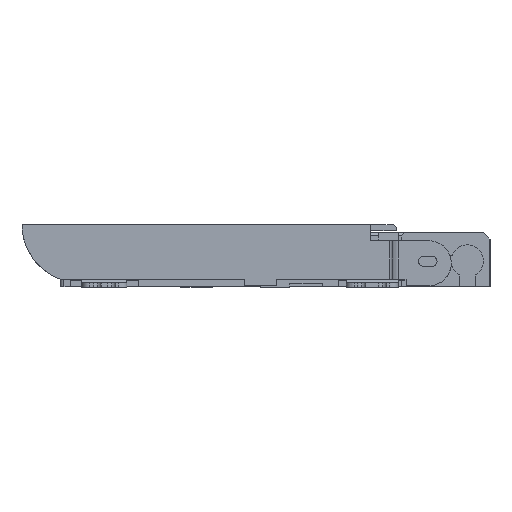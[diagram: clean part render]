
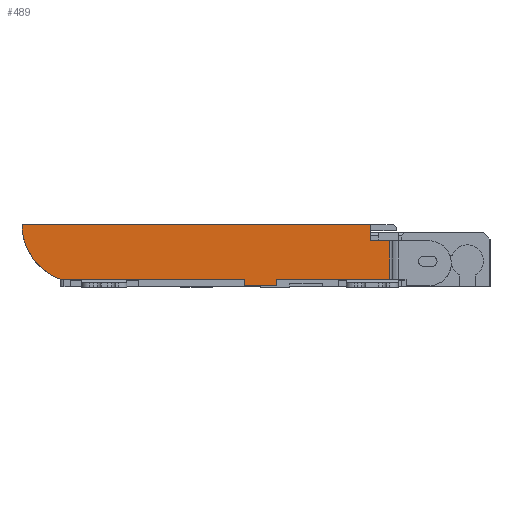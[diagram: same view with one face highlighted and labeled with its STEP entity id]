
A CAD part, left-side view. The second image highlights one B-rep face of the part: STEP entity #489.
In plain terms, the highlighted planar face has unit normal (-1, 0, 0).
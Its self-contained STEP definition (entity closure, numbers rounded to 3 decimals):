
#489=ADVANCED_FACE('',(#1580),#1581,.F.);
#1580=FACE_OUTER_BOUND('',#2927,.T.);
#1581=PLANE('',#2928);
#2927=EDGE_LOOP('',(#7146,#7147,#7148,#7149,#7150,#7151,#7152,#7153,#7154,#7155));
#2928=AXIS2_PLACEMENT_3D('',#7156,#7157,#7158);
#7146=ORIENTED_EDGE('',*,*,#10697,.F.);
#7147=ORIENTED_EDGE('',*,*,#10773,.T.);
#7148=ORIENTED_EDGE('',*,*,#10753,.F.);
#7149=ORIENTED_EDGE('',*,*,#10774,.F.);
#7150=ORIENTED_EDGE('',*,*,#10682,.F.);
#7151=ORIENTED_EDGE('',*,*,#10775,.T.);
#7152=ORIENTED_EDGE('',*,*,#10731,.F.);
#7153=ORIENTED_EDGE('',*,*,#10760,.T.);
#7154=ORIENTED_EDGE('',*,*,#10605,.F.);
#7155=ORIENTED_EDGE('',*,*,#10556,.F.);
#7156=CARTESIAN_POINT('',(-6.8,0.0,0.0));
#7157=DIRECTION('',(1.0,0.0,0.0));
#7158=DIRECTION('',(0.0,1.0,0.0));
#10556=EDGE_CURVE('',#13361,#13363,#13364,.T.);
#10605=EDGE_CURVE('',#13363,#13452,#13453,.T.);
#10682=EDGE_CURVE('',#13579,#13581,#13582,.T.);
#10697=EDGE_CURVE('',#13606,#13361,#13608,.T.);
#10731=EDGE_CURVE('',#13663,#13665,#13666,.T.);
#10753=EDGE_CURVE('',#13699,#13701,#13702,.T.);
#10760=EDGE_CURVE('',#13663,#13452,#13710,.T.);
#10773=EDGE_CURVE('',#13606,#13701,#13728,.T.);
#10774=EDGE_CURVE('',#13581,#13699,#13729,.T.);
#10775=EDGE_CURVE('',#13579,#13665,#13730,.T.);
#13361=VERTEX_POINT('',#17630);
#13363=VERTEX_POINT('',#17633);
#13364=CIRCLE('',#17634,1.804);
#13452=VERTEX_POINT('',#17764);
#13453=LINE('',#17765,#17766);
#13579=VERTEX_POINT('',#17954);
#13581=VERTEX_POINT('',#17956);
#13582=LINE('',#17957,#17958);
#13606=VERTEX_POINT('',#17992);
#13608=LINE('',#17995,#17996);
#13663=VERTEX_POINT('',#18074);
#13665=VERTEX_POINT('',#18077);
#13666=LINE('',#18078,#18079);
#13699=VERTEX_POINT('',#18126);
#13701=VERTEX_POINT('',#18129);
#13702=LINE('',#18130,#18131);
#13710=LINE('',#18145,#18146);
#13728=LINE('',#18176,#18177);
#13729=LINE('',#18178,#18179);
#13730=LINE('',#18180,#18181);
#17630=CARTESIAN_POINT('',(-6.8,13.3,0.23));
#17633=CARTESIAN_POINT('',(-6.8,14.5,1.93));
#17634=AXIS2_PLACEMENT_3D('',#21010,#21011,#21012);
#17764=CARTESIAN_POINT('',(-6.8,3.7,1.93));
#17765=CARTESIAN_POINT('',(-6.8,14.5,1.93));
#17766=VECTOR('',#21087,10.8);
#17954=CARTESIAN_POINT('',(-6.8,3.1,0.23));
#17956=CARTESIAN_POINT('',(-6.8,6.6,0.23));
#17957=CARTESIAN_POINT('',(-6.8,3.1,0.23));
#17958=VECTOR('',#21192,3.5);
#17992=CARTESIAN_POINT('',(-6.8,7.6,0.23));
#17995=CARTESIAN_POINT('',(-6.8,7.6,0.23));
#17996=VECTOR('',#21213,5.7);
#18074=CARTESIAN_POINT('',(-6.8,3.7,1.43));
#18077=CARTESIAN_POINT('',(-6.8,3.1,1.43));
#18078=CARTESIAN_POINT('',(-6.8,3.7,1.43));
#18079=VECTOR('',#21265,0.6);
#18126=CARTESIAN_POINT('',(-6.8,6.6,0.03));
#18129=CARTESIAN_POINT('',(-6.8,7.6,0.03));
#18130=CARTESIAN_POINT('',(-6.8,6.6,0.03));
#18131=VECTOR('',#21299,1.);
#18145=CARTESIAN_POINT('',(-6.8,3.7,1.43));
#18146=VECTOR('',#21306,0.5);
#18176=CARTESIAN_POINT('',(-6.8,7.6,0.23));
#18177=VECTOR('',#21319,0.2);
#18178=CARTESIAN_POINT('',(-6.8,6.6,0.23));
#18179=VECTOR('',#21320,0.2);
#18180=CARTESIAN_POINT('',(-6.8,3.1,0.23));
#18181=VECTOR('',#21321,1.2);
#21010=CARTESIAN_POINT('',(-6.8,12.696,1.93));
#21011=DIRECTION('',(1.0,0.0,0.0));
#21012=DIRECTION('',(0.0,0.335,-0.942));
#21087=DIRECTION('',(0.0,-1.0,0.0));
#21192=DIRECTION('',(0.0,1.0,0.0));
#21213=DIRECTION('',(0.0,1.0,0.0));
#21265=DIRECTION('',(0.0,-1.0,0.0));
#21299=DIRECTION('',(0.0,1.0,0.0));
#21306=DIRECTION('',(0.0,0.0,1.0));
#21319=DIRECTION('',(0.0,0.0,-1.0));
#21320=DIRECTION('',(0.0,0.0,-1.0));
#21321=DIRECTION('',(0.0,0.0,1.0));
